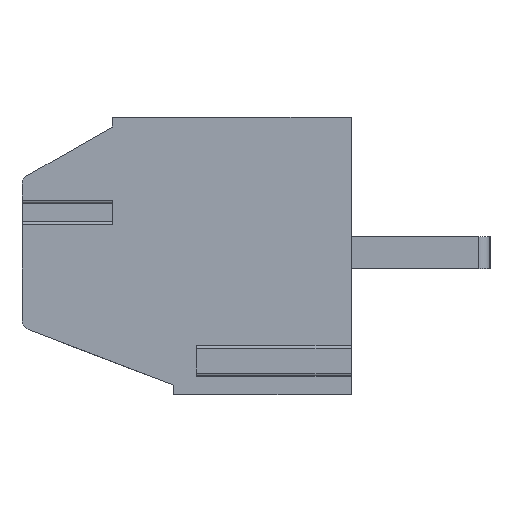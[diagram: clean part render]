
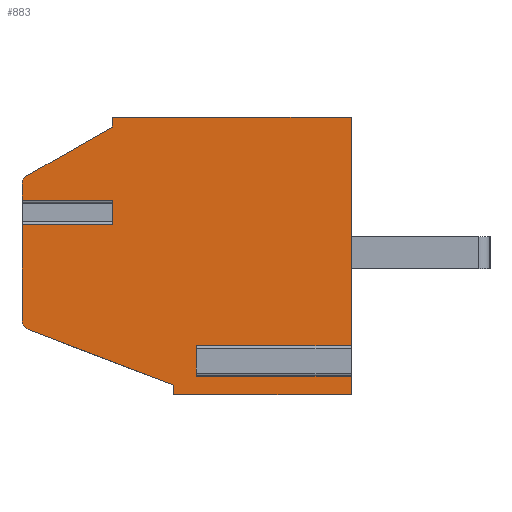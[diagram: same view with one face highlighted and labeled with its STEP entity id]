
A CAD part, left-side view. The second image highlights one B-rep face of the part: STEP entity #883.
In plain terms, the highlighted planar face has unit normal (-1, 0, 0).
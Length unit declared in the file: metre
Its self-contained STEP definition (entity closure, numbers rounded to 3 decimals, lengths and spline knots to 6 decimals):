
#883=ADVANCED_FACE('',(#2163),#2164,.T.);
#2163=FACE_OUTER_BOUND('',#3873,.T.);
#2164=PLANE('',#3874);
#3873=EDGE_LOOP('',(#6672,#6673,#6674,#6675,#6676,#6677,#6678,#6679,#6680,#6681,#6682,#6683,#6684,#6685,#6686,#6687,#6688,#6689));
#3874=AXIS2_PLACEMENT_3D('',#6690,#6691,#6692);
#6672=ORIENTED_EDGE('',*,*,#10580,.T.);
#6673=ORIENTED_EDGE('',*,*,#10282,.T.);
#6674=ORIENTED_EDGE('',*,*,#11066,.T.);
#6675=ORIENTED_EDGE('',*,*,#11067,.T.);
#6676=ORIENTED_EDGE('',*,*,#10959,.T.);
#6677=ORIENTED_EDGE('',*,*,#11068,.F.);
#6678=ORIENTED_EDGE('',*,*,#10702,.F.);
#6679=ORIENTED_EDGE('',*,*,#11069,.F.);
#6680=ORIENTED_EDGE('',*,*,#11070,.T.);
#6681=ORIENTED_EDGE('',*,*,#11071,.F.);
#6682=ORIENTED_EDGE('',*,*,#11072,.T.);
#6683=ORIENTED_EDGE('',*,*,#11073,.T.);
#6684=ORIENTED_EDGE('',*,*,#10440,.T.);
#6685=ORIENTED_EDGE('',*,*,#11074,.T.);
#6686=ORIENTED_EDGE('',*,*,#10588,.T.);
#6687=ORIENTED_EDGE('',*,*,#11075,.T.);
#6688=ORIENTED_EDGE('',*,*,#11076,.F.);
#6689=ORIENTED_EDGE('',*,*,#11077,.T.);
#6690=CARTESIAN_POINT('',(0.0,0.0099,-0.002078));
#6691=DIRECTION('',(-1.0,0.,0.0));
#6692=DIRECTION('',(0.0,0.0,1.0));
#10282=EDGE_CURVE('',#12396,#12394,#12397,.T.);
#10440=EDGE_CURVE('',#12678,#12683,#12685,.T.);
#10580=EDGE_CURVE('',#12922,#12396,#12923,.T.);
#10588=EDGE_CURVE('',#12938,#12936,#12939,.T.);
#10702=EDGE_CURVE('',#13136,#13138,#13139,.T.);
#10959=EDGE_CURVE('',#13552,#13556,#13558,.T.);
#11066=EDGE_CURVE('',#12394,#13720,#13721,.T.);
#11067=EDGE_CURVE('',#13720,#13552,#13722,.T.);
#11068=EDGE_CURVE('',#13138,#13556,#13723,.T.);
#11069=EDGE_CURVE('',#13724,#13136,#13725,.T.);
#11070=EDGE_CURVE('',#13724,#13726,#13727,.T.);
#11071=EDGE_CURVE('',#13728,#13726,#13729,.T.);
#11072=EDGE_CURVE('',#13728,#13730,#13731,.T.);
#11073=EDGE_CURVE('',#13730,#12678,#13732,.T.);
#11074=EDGE_CURVE('',#12683,#12938,#13733,.T.);
#11075=EDGE_CURVE('',#12936,#13734,#13735,.T.);
#11076=EDGE_CURVE('',#13736,#13734,#13737,.T.);
#11077=EDGE_CURVE('',#13736,#12922,#13738,.T.);
#12394=VERTEX_POINT('',#15458);
#12396=VERTEX_POINT('',#15461);
#12397=LINE('',#15462,#15463);
#12678=VERTEX_POINT('',#15874);
#12683=VERTEX_POINT('',#15881);
#12685=LINE('',#15884,#15885);
#12922=VERTEX_POINT('',#16227);
#12923=LINE('',#16228,#16229);
#12936=VERTEX_POINT('',#16245);
#12938=VERTEX_POINT('',#16247);
#12939=LINE('',#16248,#16249);
#13136=VERTEX_POINT('',#16545);
#13138=VERTEX_POINT('',#16547);
#13139=LINE('',#16548,#16549);
#13552=VERTEX_POINT('',#17137);
#13556=VERTEX_POINT('',#17142);
#13558=CIRCLE('',#17145,0.0003);
#13720=VERTEX_POINT('',#17381);
#13721=LINE('',#17382,#17383);
#13722=LINE('',#17384,#17385);
#13723=LINE('',#17386,#17387);
#13724=VERTEX_POINT('',#17388);
#13725=LINE('',#17389,#17390);
#13726=VERTEX_POINT('',#17391);
#13727=LINE('',#17392,#17393);
#13728=VERTEX_POINT('',#17394);
#13729=LINE('',#17395,#17396);
#13730=VERTEX_POINT('',#17397);
#13731=CIRCLE('',#17398,0.0003);
#13732=LINE('',#17399,#17400);
#13733=LINE('',#17401,#17402);
#13734=VERTEX_POINT('',#17403);
#13735=LINE('',#17404,#17405);
#13736=VERTEX_POINT('',#17406);
#13737=LINE('',#17407,#17408);
#13738=LINE('',#17409,#17410);
#15458=CARTESIAN_POINT('',(0.0,0.0074,0.0));
#15461=CARTESIAN_POINT('',(0.0,0.0,0.0));
#15462=CARTESIAN_POINT('',(0.0,0.0074,0.0));
#15463=VECTOR('',#19358,1.0);
#15874=CARTESIAN_POINT('',(0.0,0.0055,-0.0083));
#15881=CARTESIAN_POINT('',(0.0,0.0055,-0.0086));
#15884=CARTESIAN_POINT('',(0.0,0.0055,-0.0086));
#15885=VECTOR('',#19519,1.0);
#16227=CARTESIAN_POINT('',(0.0,0.0,-0.007173));
#16228=CARTESIAN_POINT('',(0.0,0.0,0.0));
#16229=VECTOR('',#19664,1.0);
#16245=CARTESIAN_POINT('',(0.0,0.0,-0.007927));
#16247=CARTESIAN_POINT('',(0.0,0.0,-0.0086));
#16248=CARTESIAN_POINT('',(0.0,0.0,0.0));
#16249=VECTOR('',#19680,1.0);
#16545=CARTESIAN_POINT('',(0.,0.0074,-0.002573));
#16547=CARTESIAN_POINT('',(0.,0.0102,-0.002573));
#16548=CARTESIAN_POINT('',(0.,-0.004301,-0.002573));
#16549=VECTOR('',#19803,1.0);
#17137=CARTESIAN_POINT('',(0.0,0.010049,-0.001818));
#17142=CARTESIAN_POINT('',(0.0,0.0102,-0.002078));
#17145=AXIS2_PLACEMENT_3D('',#20056,#20057,#20058);
#17381=CARTESIAN_POINT('',(0.0,0.0074,-0.000304));
#17382=CARTESIAN_POINT('',(0.0,0.0074,-0.000304));
#17383=VECTOR('',#20154,1.0);
#17384=CARTESIAN_POINT('',(0.0,0.010049,-0.001818));
#17385=VECTOR('',#20155,1.0);
#17386=CARTESIAN_POINT('',(0.0,0.0102,-0.006298));
#17387=VECTOR('',#20156,1.0);
#17388=CARTESIAN_POINT('',(0.,0.0074,-0.003327));
#17389=CARTESIAN_POINT('',(0.0,0.0074,-0.006298));
#17390=VECTOR('',#20157,1.0);
#17391=CARTESIAN_POINT('',(0.,0.0102,-0.003327));
#17392=CARTESIAN_POINT('',(0.,-0.004301,-0.003327));
#17393=VECTOR('',#20158,1.0);
#17394=CARTESIAN_POINT('',(0.0,0.0102,-0.006298));
#17395=CARTESIAN_POINT('',(0.0,0.0102,-0.006298));
#17396=VECTOR('',#20159,1.0);
#17397=CARTESIAN_POINT('',(0.0,0.010007,-0.006578));
#17398=AXIS2_PLACEMENT_3D('',#20160,#20161,#20162);
#17399=CARTESIAN_POINT('',(0.0,0.0055,-0.0083));
#17400=VECTOR('',#20163,1.0);
#17401=CARTESIAN_POINT('',(0.0,0.0,-0.0086));
#17402=VECTOR('',#20164,1.0);
#17403=CARTESIAN_POINT('',(0.,0.0048,-0.007927));
#17404=CARTESIAN_POINT('',(0.0,0.0048,-0.007927));
#17405=VECTOR('',#20165,1.0);
#17406=CARTESIAN_POINT('',(0.0,0.0048,-0.007173));
#17407=CARTESIAN_POINT('',(0.0,0.0048,-0.007754));
#17408=VECTOR('',#20166,1.0);
#17409=CARTESIAN_POINT('',(0.0,0.0,-0.007173));
#17410=VECTOR('',#20167,1.0);
#19358=DIRECTION('',(0.0,1.0,0.0));
#19519=DIRECTION('',(0.0,0.0,-1.0));
#19664=DIRECTION('',(0.0,0.0,1.0));
#19680=DIRECTION('',(0.0,0.0,1.0));
#19803=DIRECTION('',(0.0,1.0,0.0));
#20056=CARTESIAN_POINT('',(0.0,0.0099,-0.002078));
#20057=DIRECTION('',(-1.0,0.,0.0));
#20058=DIRECTION('',(0.0,0.0,1.0));
#20154=DIRECTION('',(0.0,0.0,-1.0));
#20155=DIRECTION('',(0.0,0.868,-0.496));
#20156=DIRECTION('',(0.0,0.0,1.0));
#20157=DIRECTION('',(0.0,0.0,1.0));
#20158=DIRECTION('',(0.0,1.0,0.0));
#20159=DIRECTION('',(0.0,0.0,1.0));
#20160=CARTESIAN_POINT('',(0.0,0.0099,-0.006298));
#20161=DIRECTION('',(-1.0,0.,0.0));
#20162=DIRECTION('',(0.0,0.0,1.0));
#20163=DIRECTION('',(0.0,-0.934,-0.357));
#20164=DIRECTION('',(0.0,-1.0,0.));
#20165=DIRECTION('',(0.0,1.0,0.0));
#20166=DIRECTION('',(0.0,0.0,-1.0));
#20167=DIRECTION('',(0.0,-1.0,0.0));
